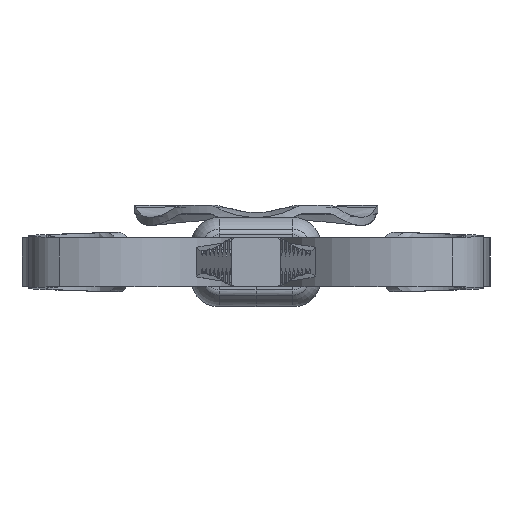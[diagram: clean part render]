
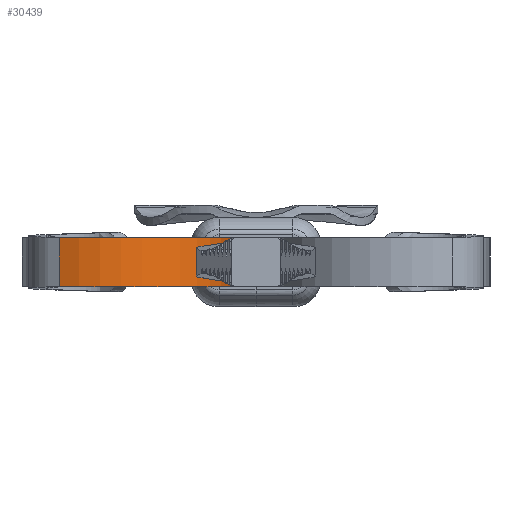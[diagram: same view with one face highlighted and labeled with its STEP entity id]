
A CAD part, front view. The second image highlights one B-rep face of the part: STEP entity #30439.
In plain terms, the highlighted cylindrical face has radius 30.015 mm (diameter 60.029 mm), a partial arc.
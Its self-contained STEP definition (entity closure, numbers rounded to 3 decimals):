
#341 = VERTEX_POINT ( 'NONE', #17770 ) ;
#2306 = CARTESIAN_POINT ( 'NONE',  ( -18.876, 465.195, -6. ) ) ;
#2581 = CARTESIAN_POINT ( 'NONE',  ( -48.337, 413.186, 0. ) ) ;
#4447 = CARTESIAN_POINT ( 'NONE',  ( -48.337, 413.186, 6. ) ) ;
#4541 = ORIENTED_EDGE ( 'NONE', *, *, #44801, .F. ) ;
#5218 = CARTESIAN_POINT ( 'NONE',  ( -36.015, 440.555, -6. ) ) ;
#6263 = CARTESIAN_POINT ( 'NONE',  ( -18.876, 465.195, 6. ) ) ;
#8880 = DIRECTION ( 'NONE',  ( 0., 0., -1. ) ) ;
#10155 = DIRECTION ( 'NONE',  ( 1., 0., 0. ) ) ;
#11018 = VERTEX_POINT ( 'NONE', #33318 ) ;
#12518 = CIRCLE ( 'NONE', #20494, 30.015 ) ;
#13338 = DIRECTION ( 'NONE',  ( 0., 0., 1. ) ) ;
#15627 = CARTESIAN_POINT ( 'NONE',  ( -36.015, 440.555, 0. ) ) ;
#15650 = DIRECTION ( 'NONE',  ( 1., 0., 0. ) ) ;
#16986 = AXIS2_PLACEMENT_3D ( 'NONE', #5218, #8880, #15650 ) ;
#17061 = AXIS2_PLACEMENT_3D ( 'NONE', #15627, #34263, #23217 ) ;
#17516 = DIRECTION ( 'NONE',  ( 0., 0., 1. ) ) ;
#17770 = CARTESIAN_POINT ( 'NONE',  ( -48.337, 413.186, -6. ) ) ;
#20087 = VERTEX_POINT ( 'NONE', #4447 ) ;
#20494 = AXIS2_PLACEMENT_3D ( 'NONE', #42391, #38608, #10155 ) ;
#22853 = CYLINDRICAL_SURFACE ( 'NONE', #17061, 30.015 ) ;
#23217 = DIRECTION ( 'NONE',  ( 1., 0., 0. ) ) ;
#23608 = VECTOR ( 'NONE', #17516, 1000. ) ;
#24864 = EDGE_CURVE ( 'NONE', #35556, #20087, #12518, .T. ) ;
#26202 = VECTOR ( 'NONE', #13338, 1000. ) ;
#26350 = CIRCLE ( 'NONE', #16986, 30.015 ) ;
#29025 = LINE ( 'NONE', #2581, #26202 ) ;
#30439 = ADVANCED_FACE ( 'NONE', ( #33581 ), #22853, .T. ) ;
#30969 = EDGE_CURVE ( 'NONE', #341, #20087, #29025, .T. ) ;
#31584 = ORIENTED_EDGE ( 'NONE', *, *, #30969, .F. ) ;
#33192 = LINE ( 'NONE', #2306, #23608 ) ;
#33318 = CARTESIAN_POINT ( 'NONE',  ( -18.876, 465.195, -6. ) ) ;
#33581 = FACE_OUTER_BOUND ( 'NONE', #38640, .T. ) ;
#34263 = DIRECTION ( 'NONE',  ( 0., 0., 1. ) ) ;
#35556 = VERTEX_POINT ( 'NONE', #6263 ) ;
#38608 = DIRECTION ( 'NONE',  ( 0., 0., -1. ) ) ;
#38640 = EDGE_LOOP ( 'NONE', ( #44399, #46778, #31584, #4541 ) ) ;
#42391 = CARTESIAN_POINT ( 'NONE',  ( -36.015, 440.555, 6. ) ) ;
#44057 = EDGE_CURVE ( 'NONE', #11018, #35556, #33192, .T. ) ;
#44399 = ORIENTED_EDGE ( 'NONE', *, *, #44057, .T. ) ;
#44801 = EDGE_CURVE ( 'NONE', #11018, #341, #26350, .T. ) ;
#46778 = ORIENTED_EDGE ( 'NONE', *, *, #24864, .T. ) ;
